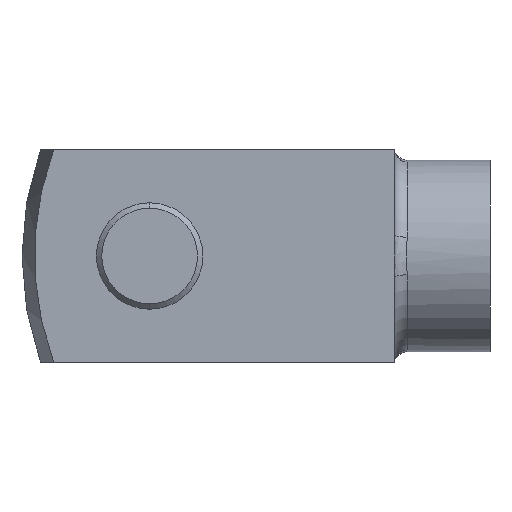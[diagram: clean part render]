
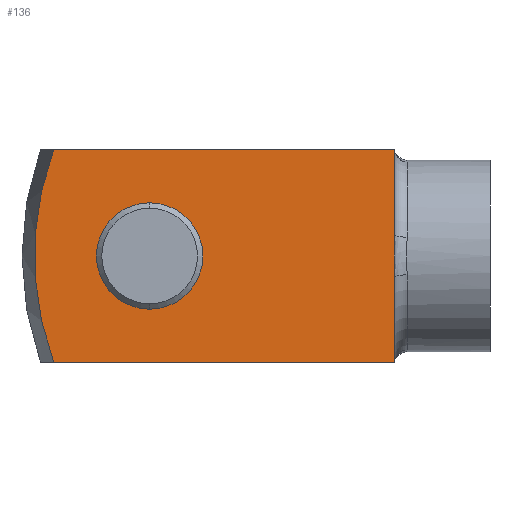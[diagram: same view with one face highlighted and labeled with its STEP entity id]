
A CAD part, left-side view. The second image highlights one B-rep face of the part: STEP entity #136.
In plain terms, the highlighted planar face has unit normal (-1, 0, 0).
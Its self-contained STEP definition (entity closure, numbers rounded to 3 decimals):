
#39 = CARTESIAN_POINT ( 'NONE',  ( -5., -6.5, 5. ) ) ;
#48 = CARTESIAN_POINT ( 'NONE',  ( -5., 9.503, -5. ) ) ;
#56 = DIRECTION ( 'NONE',  ( 0., 0., -1. ) ) ;
#93 = VECTOR ( 'NONE', #56, 1000. ) ;
#112 = CARTESIAN_POINT ( 'NONE',  ( -5., -6.5, 5. ) ) ;
#116 = DIRECTION ( 'NONE',  ( 0., 0., -1. ) ) ;
#122 = EDGE_CURVE ( 'NONE', #983, #1634, #544, .T. ) ;
#133 = CARTESIAN_POINT ( 'NONE',  ( -5., 5., -2.5 ) ) ;
#136 = ADVANCED_FACE ( 'NONE', ( #964, #1581 ), #1085, .F. ) ;
#139 = LINE ( 'NONE', #39, #93 ) ;
#140 = EDGE_LOOP ( 'NONE', ( #1497, #1592 ) ) ;
#141 = VERTEX_POINT ( 'NONE', #1104 ) ;
#178 = EDGE_CURVE ( 'NONE', #1052, #624, #230, .T. ) ;
#189 = EDGE_CURVE ( 'NONE', #141, #624, #1293, .T. ) ;
#229 = CIRCLE ( 'NONE', #1667, 2.5 ) ;
#230 = LINE ( 'NONE', #907, #972 ) ;
#252 = EDGE_LOOP ( 'NONE', ( #628, #740, #1460, #773, #1285, #1352 ) ) ;
#261 = EDGE_CURVE ( 'NONE', #1384, #958, #229, .T. ) ;
#285 = CIRCLE ( 'NONE', #1046, 14.174 ) ;
#348 = EDGE_CURVE ( 'NONE', #983, #1052, #285, .T. ) ;
#425 = DIRECTION ( 'NONE',  ( 0., 0., -1. ) ) ;
#434 = VECTOR ( 'NONE', #1119, 1000. ) ;
#438 = DIRECTION ( 'NONE',  ( 0., 0., -1. ) ) ;
#439 = DIRECTION ( 'NONE',  ( -1., 0., 0. ) ) ;
#441 = CARTESIAN_POINT ( 'NONE',  ( -5., -3.76, 0. ) ) ;
#442 = DIRECTION ( 'NONE',  ( 1., 0., 0. ) ) ;
#444 = CIRCLE ( 'NONE', #962, 2.5 ) ;
#450 = CARTESIAN_POINT ( 'NONE',  ( -5., -6.5, 1.005 ) ) ;
#462 = CARTESIAN_POINT ( 'NONE',  ( -5., 5., 0. ) ) ;
#473 = EDGE_CURVE ( 'NONE', #1011, #141, #1442, .T. ) ;
#503 = VECTOR ( 'NONE', #880, 1000. ) ;
#509 = EDGE_CURVE ( 'NONE', #1634, #1011, #139, .T. ) ;
#544 = LINE ( 'NONE', #1124, #434 ) ;
#624 = VERTEX_POINT ( 'NONE', #1146 ) ;
#628 = ORIENTED_EDGE ( 'NONE', *, *, #122, .F. ) ;
#657 = DIRECTION ( 'NONE',  ( 0., 0., -1. ) ) ;
#663 = DIRECTION ( 'NONE',  ( 1., 0., 0. ) ) ;
#664 = CARTESIAN_POINT ( 'NONE',  ( -5., 5., 0. ) ) ;
#689 = CARTESIAN_POINT ( 'NONE',  ( -5., 5., 2.5 ) ) ;
#740 = ORIENTED_EDGE ( 'NONE', *, *, #348, .T. ) ;
#761 = CARTESIAN_POINT ( 'NONE',  ( -5., -6.5, 5. ) ) ;
#773 = ORIENTED_EDGE ( 'NONE', *, *, #189, .F. ) ;
#809 = CARTESIAN_POINT ( 'NONE',  ( -5., 9.503, 5. ) ) ;
#880 = DIRECTION ( 'NONE',  ( 0., 0., -1. ) ) ;
#882 = CARTESIAN_POINT ( 'NONE',  ( -5., -6.5, 5. ) ) ;
#907 = CARTESIAN_POINT ( 'NONE',  ( -5., -11., -5. ) ) ;
#930 = DIRECTION ( 'NONE',  ( 0., -1., 0. ) ) ;
#958 = VERTEX_POINT ( 'NONE', #689 ) ;
#962 = AXIS2_PLACEMENT_3D ( 'NONE', #462, #442, #425 ) ;
#964 = FACE_BOUND ( 'NONE', #140, .T. ) ;
#972 = VECTOR ( 'NONE', #930, 1000. ) ;
#983 = VERTEX_POINT ( 'NONE', #809 ) ;
#1011 = VERTEX_POINT ( 'NONE', #450 ) ;
#1046 = AXIS2_PLACEMENT_3D ( 'NONE', #441, #439, #438 ) ;
#1052 = VERTEX_POINT ( 'NONE', #48 ) ;
#1081 = DIRECTION ( 'NONE',  ( 0., 0., -1. ) ) ;
#1082 = DIRECTION ( 'NONE',  ( 1., 0., 0. ) ) ;
#1084 = AXIS2_PLACEMENT_3D ( 'NONE', #1126, #1082, #1081 ) ;
#1085 = PLANE ( 'NONE',  #1084 ) ;
#1104 = CARTESIAN_POINT ( 'NONE',  ( -5., -6.5, -1.005 ) ) ;
#1119 = DIRECTION ( 'NONE',  ( 0., -1., 0. ) ) ;
#1124 = CARTESIAN_POINT ( 'NONE',  ( -5., -11., 5. ) ) ;
#1126 = CARTESIAN_POINT ( 'NONE',  ( -5., -11., 5. ) ) ;
#1146 = CARTESIAN_POINT ( 'NONE',  ( -5., -6.5, -5. ) ) ;
#1285 = ORIENTED_EDGE ( 'NONE', *, *, #473, .F. ) ;
#1293 = LINE ( 'NONE', #882, #503 ) ;
#1352 = ORIENTED_EDGE ( 'NONE', *, *, #509, .F. ) ;
#1384 = VERTEX_POINT ( 'NONE', #133 ) ;
#1442 = LINE ( 'NONE', #112, #1588 ) ;
#1460 = ORIENTED_EDGE ( 'NONE', *, *, #178, .T. ) ;
#1478 = EDGE_CURVE ( 'NONE', #958, #1384, #444, .T. ) ;
#1497 = ORIENTED_EDGE ( 'NONE', *, *, #261, .T. ) ;
#1581 = FACE_OUTER_BOUND ( 'NONE', #252, .T. ) ;
#1588 = VECTOR ( 'NONE', #116, 1000. ) ;
#1592 = ORIENTED_EDGE ( 'NONE', *, *, #1478, .T. ) ;
#1634 = VERTEX_POINT ( 'NONE', #761 ) ;
#1667 = AXIS2_PLACEMENT_3D ( 'NONE', #664, #663, #657 ) ;
